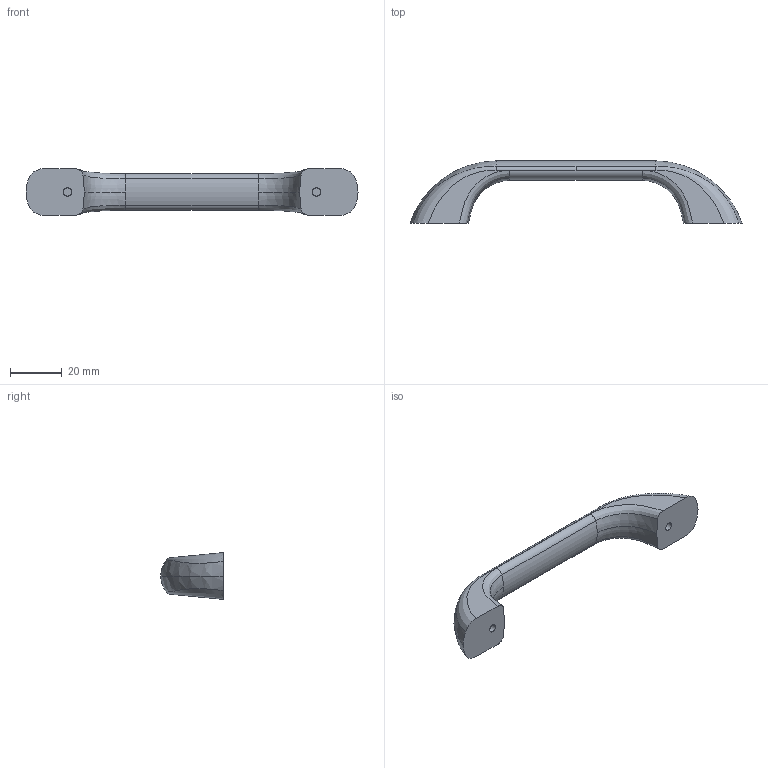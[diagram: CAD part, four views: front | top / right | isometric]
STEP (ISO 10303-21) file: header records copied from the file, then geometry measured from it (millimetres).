
FILE_DESCRIPTION(('Creo Elements/Direct Modeling STEP Export'),'2;1');
FILE_NAME('0443-128.stp','2019-01-08T11:13:17',(''),(''),'Creo Elements/Direct Modeling STEP processor for AP214 (Solid Model)','Creo Elements/Direct Modeling 20.0 12-Nov-2016 (C) Parametric Technology GmbH','');
FILE_SCHEMA(('AUTOMOTIVE_DESIGN { 1 0 10303 214 1 1 1 1 }'));
Length unit declared in the file: millimetre
Products named in the file (1): 0443-128
Bounding box: 128 x 24 x 18 mm (x, y, z)
Volume: 18253.9 mm3; surface area: 6276.8 mm2
Topology: 1 solids, 1 shells, 34 faces, 90 edges, 60 vertices
Faces by surface type: bspline 20, cylinder 8, plane 6
Entity records: 18003 total; most frequent: CARTESIAN_POINT 17330, ORIENTED_EDGE 180, EDGE_CURVE 90, DIRECTION 60, VERTEX_POINT 60, B_SPLINE_CURVE_WITH_KNOTS 54, EDGE_LOOP 36, FACE_OUTER_BOUND 34
